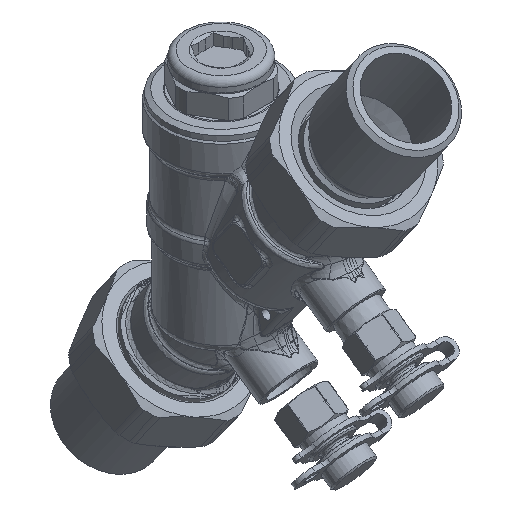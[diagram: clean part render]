
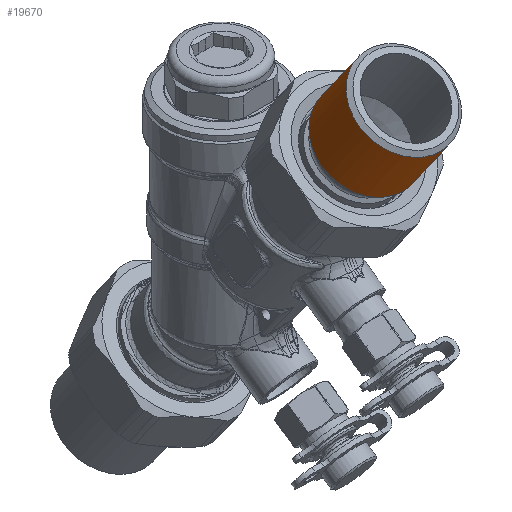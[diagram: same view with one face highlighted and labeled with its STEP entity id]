
A CAD part, isometric view. The second image highlights one B-rep face of the part: STEP entity #19670.
In plain terms, the highlighted cylindrical face has radius 15.24 mm (diameter 30.48 mm), a full revolution.
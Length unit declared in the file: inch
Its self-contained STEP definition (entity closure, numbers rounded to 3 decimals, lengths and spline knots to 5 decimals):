
#3796=FACE_OUTER_BOUND('',#5026,.T.);
#5026=EDGE_LOOP('',(#16880,#16881,#16882,#16883,#16884,#16885));
#5865=CIRCLE('',#21080,0.6);
#5866=CIRCLE('',#21081,0.6);
#5867=CIRCLE('',#21083,0.6);
#5868=CIRCLE('',#21084,0.6);
#6333=LINE('',#141096,#6802);
#6802=VECTOR('',#24265,0.6);
#8473=VERTEX_POINT('',#141089);
#8474=VERTEX_POINT('',#141091);
#8475=VERTEX_POINT('',#141095);
#8476=VERTEX_POINT('',#141097);
#11290=EDGE_CURVE('',#8473,#8474,#5865,.T.);
#11291=EDGE_CURVE('',#8474,#8473,#5866,.T.);
#11292=EDGE_CURVE('',#8474,#8475,#6333,.T.);
#11293=EDGE_CURVE('',#8475,#8476,#5867,.T.);
#11294=EDGE_CURVE('',#8476,#8475,#5868,.T.);
#16880=ORIENTED_EDGE('',*,*,#11290,.F.);
#16881=ORIENTED_EDGE('',*,*,#11291,.F.);
#16882=ORIENTED_EDGE('',*,*,#11292,.T.);
#16883=ORIENTED_EDGE('',*,*,#11293,.T.);
#16884=ORIENTED_EDGE('',*,*,#11294,.T.);
#16885=ORIENTED_EDGE('',*,*,#11292,.F.);
#17320=CYLINDRICAL_SURFACE('',#21082,0.6);
#19670=ADVANCED_FACE('',(#3796),#17320,.T.);
#21080=AXIS2_PLACEMENT_3D('',#141092,#24259,#24260);
#21081=AXIS2_PLACEMENT_3D('',#141093,#24261,#24262);
#21082=AXIS2_PLACEMENT_3D('',#141094,#24263,#24264);
#21083=AXIS2_PLACEMENT_3D('',#141098,#24266,#24267);
#21084=AXIS2_PLACEMENT_3D('',#141099,#24268,#24269);
#24259=DIRECTION('center_axis',(0.,-0.574,
0.819));
#24260=DIRECTION('ref_axis',(-1.,0.,0.));
#24261=DIRECTION('center_axis',(0.,-0.574,
0.819));
#24262=DIRECTION('ref_axis',(-1.,0.,0.));
#24263=DIRECTION('center_axis',(0.,-0.574,
0.819));
#24264=DIRECTION('ref_axis',(1.,0.,0.));
#24265=DIRECTION('',(0.,0.574,-0.819));
#24266=DIRECTION('center_axis',(0.,-0.574,
0.819));
#24267=DIRECTION('ref_axis',(1.,0.,0.));
#24268=DIRECTION('center_axis',(0.,-0.574,
0.819));
#24269=DIRECTION('ref_axis',(1.,0.,0.));
#141089=CARTESIAN_POINT('',(0.6,-2.44846,1.097));
#141091=CARTESIAN_POINT('',(-0.6,-2.44846,1.097));
#141092=CARTESIAN_POINT('Origin',(0.,-2.44846,
1.097));
#141093=CARTESIAN_POINT('Origin',(0.,-2.44846,
1.097));
#141094=CARTESIAN_POINT('Origin',(0.,-1.94945,
0.38433));
#141095=CARTESIAN_POINT('',(-0.6,-1.94945,0.38433));
#141096=CARTESIAN_POINT('',(-0.6,-1.94945,0.38433));
#141097=CARTESIAN_POINT('',(0.6,-1.94945,0.38433));
#141098=CARTESIAN_POINT('Origin',(0.,-1.94945,
0.38433));
#141099=CARTESIAN_POINT('Origin',(0.,-1.94945,
0.38433));
